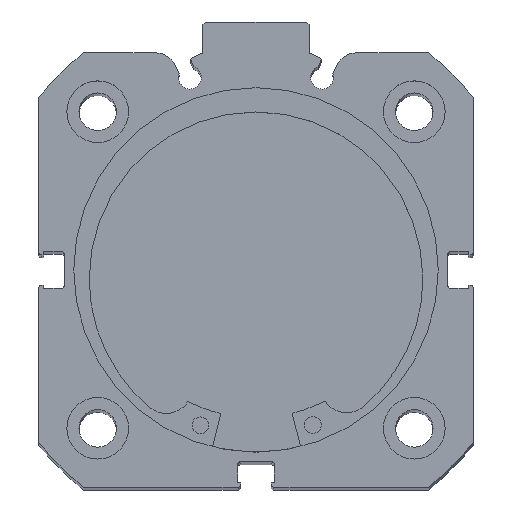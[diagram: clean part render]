
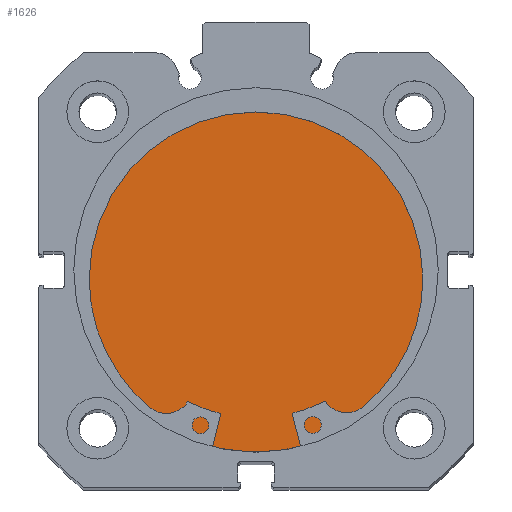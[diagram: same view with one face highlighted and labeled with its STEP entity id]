
A CAD part, top view. The second image highlights one B-rep face of the part: STEP entity #1626.
In plain terms, the highlighted face is planar.
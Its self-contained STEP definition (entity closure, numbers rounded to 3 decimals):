
#885 = EDGE_CURVE ( 'NONE', #5435, #5433, #2505, .T. ) ;
#894 = EDGE_CURVE ( 'NONE', #5433, #5435, #2520, .T. ) ;
#1626 = ADVANCED_FACE ( 'NONE', ( #5609 ), #4241, .F. ) ;
#2038 = EDGE_LOOP ( 'NONE', ( #5395, #5397 ) ) ;
#2505 = CIRCLE ( 'NONE', #3093, 32.5 ) ;
#2520 = CIRCLE ( 'NONE', #3095, 32.5 ) ;
#3093 = AXIS2_PLACEMENT_3D ( 'NONE', #3507, #3508, #3509 ) ;
#3095 = AXIS2_PLACEMENT_3D ( 'NONE', #3527, #3529, #3530 ) ;
#3258 = AXIS2_PLACEMENT_3D ( 'NONE', #4240, #4243, #4244 ) ;
#3507 = CARTESIAN_POINT ( 'NONE',  ( 9.5, 0., 0. ) ) ;
#3508 = DIRECTION ( 'NONE',  ( -1., 0., 0. ) ) ;
#3509 = DIRECTION ( 'NONE',  ( 0., 0., 1. ) ) ;
#3527 = CARTESIAN_POINT ( 'NONE',  ( 9.5, 0., 0. ) ) ;
#3529 = DIRECTION ( 'NONE',  ( -1., 0., 0. ) ) ;
#3530 = DIRECTION ( 'NONE',  ( 0., 0., 1. ) ) ;
#4240 = CARTESIAN_POINT ( 'NONE',  ( 9.5, 32.5, 0. ) ) ;
#4241 = PLANE ( 'NONE',  #3258 ) ;
#4243 = DIRECTION ( 'NONE',  ( -1., 0., 0. ) ) ;
#4244 = DIRECTION ( 'NONE',  ( 0., 0., 1. ) ) ;
#5395 = ORIENTED_EDGE ( 'NONE', *, *, #894, .F. ) ;
#5397 = ORIENTED_EDGE ( 'NONE', *, *, #885, .F. ) ;
#5433 = VERTEX_POINT ( 'NONE', #6690 ) ;
#5435 = VERTEX_POINT ( 'NONE', #6691 ) ;
#5609 = FACE_OUTER_BOUND ( 'NONE', #2038, .T. ) ;
#6690 = CARTESIAN_POINT ( 'NONE',  ( 9.5, 0., 32.5 ) ) ;
#6691 = CARTESIAN_POINT ( 'NONE',  ( 9.5, 0., -32.5 ) ) ;
